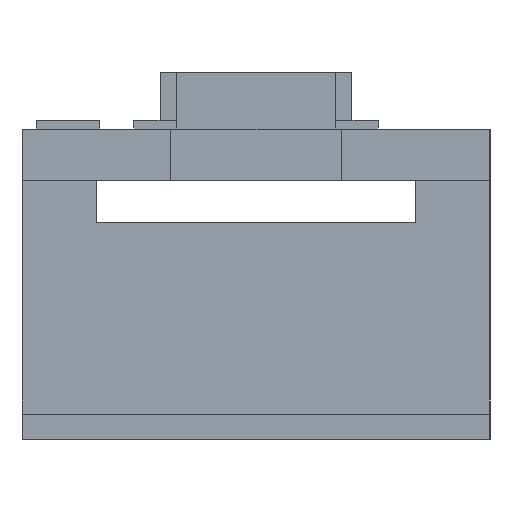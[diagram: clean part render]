
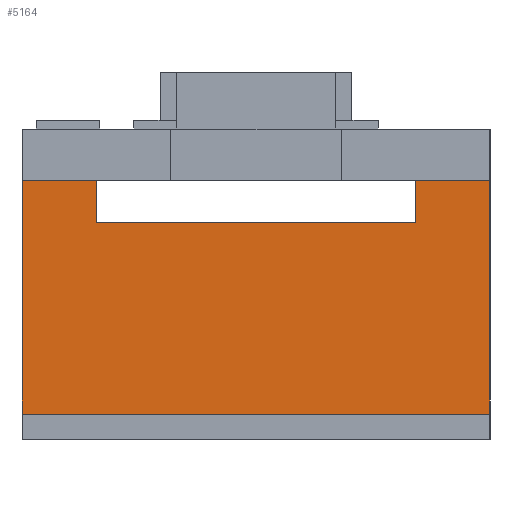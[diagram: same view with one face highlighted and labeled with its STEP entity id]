
A CAD part, left-side view. The second image highlights one B-rep face of the part: STEP entity #5164.
In plain terms, the highlighted planar face has unit normal (-1, 0, 0).
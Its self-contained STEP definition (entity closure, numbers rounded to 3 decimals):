
#166=PLANE('',#5537);
#475=FACE_OUTER_BOUND('',#799,.T.);
#799=EDGE_LOOP('',(#3855,#3856,#3857,#3858,#3859,#3860,#3861,#3862));
#1158=LINE('',#7328,#1843);
#1162=LINE('',#7337,#1847);
#1185=LINE('',#7384,#1870);
#1190=LINE('',#7392,#1875);
#1198=LINE('',#7407,#1883);
#1200=LINE('',#7411,#1885);
#1201=LINE('',#7413,#1886);
#1202=LINE('',#7414,#1887);
#1843=VECTOR('',#5936,10.);
#1847=VECTOR('',#5942,10.);
#1870=VECTOR('',#5979,10.);
#1875=VECTOR('',#5986,10.);
#1883=VECTOR('',#6000,10.);
#1885=VECTOR('',#6006,10.);
#1886=VECTOR('',#6007,10.);
#1887=VECTOR('',#6008,10.);
#2544=VERTEX_POINT('',#7325);
#2545=VERTEX_POINT('',#7327);
#2548=VERTEX_POINT('',#7334);
#2549=VERTEX_POINT('',#7336);
#2566=VERTEX_POINT('',#7383);
#2571=VERTEX_POINT('',#7404);
#2572=VERTEX_POINT('',#7406);
#2573=VERTEX_POINT('',#7412);
#3032=EDGE_CURVE('',#2545,#2544,#1158,.T.);
#3036=EDGE_CURVE('',#2549,#2548,#1162,.T.);
#3059=EDGE_CURVE('',#2566,#2549,#1185,.T.);
#3064=EDGE_CURVE('',#2548,#2545,#1190,.T.);
#3072=EDGE_CURVE('',#2572,#2571,#1198,.T.);
#3074=EDGE_CURVE('',#2544,#2572,#1200,.T.);
#3075=EDGE_CURVE('',#2573,#2571,#1201,.T.);
#3076=EDGE_CURVE('',#2566,#2573,#1202,.T.);
#3855=ORIENTED_EDGE('',*,*,#3032,.T.);
#3856=ORIENTED_EDGE('',*,*,#3074,.T.);
#3857=ORIENTED_EDGE('',*,*,#3072,.T.);
#3858=ORIENTED_EDGE('',*,*,#3075,.F.);
#3859=ORIENTED_EDGE('',*,*,#3076,.F.);
#3860=ORIENTED_EDGE('',*,*,#3059,.T.);
#3861=ORIENTED_EDGE('',*,*,#3036,.T.);
#3862=ORIENTED_EDGE('',*,*,#3064,.T.);
#5164=ADVANCED_FACE('',(#475),#166,.T.);
#5537=AXIS2_PLACEMENT_3D('',#7410,#6004,#6005);
#5936=DIRECTION('',(0.,0.,1.));
#5942=DIRECTION('',(0.,0.,-1.));
#5979=DIRECTION('',(0.,1.,0.));
#5986=DIRECTION('',(0.,1.,0.));
#6000=DIRECTION('',(0.,0.,-1.));
#6004=DIRECTION('center_axis',(-1.,0.,0.));
#6005=DIRECTION('ref_axis',(0.,1.,0.));
#6006=DIRECTION('',(0.,1.,0.));
#6007=DIRECTION('',(0.,1.,0.));
#6008=DIRECTION('',(0.,0.,-1.));
#7325=CARTESIAN_POINT('',(-11.335,3.75,0.));
#7327=CARTESIAN_POINT('',(-11.335,3.75,-1.));
#7328=CARTESIAN_POINT('',(-11.335,3.75,-0.5));
#7334=CARTESIAN_POINT('',(-11.335,-3.75,-1.));
#7336=CARTESIAN_POINT('',(-11.335,-3.75,0.));
#7337=CARTESIAN_POINT('',(-11.335,-3.75,0.));
#7383=CARTESIAN_POINT('',(-11.335,-5.5,0.));
#7384=CARTESIAN_POINT('',(-11.335,-5.5,0.));
#7392=CARTESIAN_POINT('',(-11.335,-4.625,-1.));
#7404=CARTESIAN_POINT('',(-11.335,5.5,-5.5));
#7406=CARTESIAN_POINT('',(-11.335,5.5,0.));
#7407=CARTESIAN_POINT('',(-11.335,5.5,0.));
#7410=CARTESIAN_POINT('Origin',(-11.335,-5.5,0.));
#7411=CARTESIAN_POINT('',(-11.335,-5.5,0.));
#7412=CARTESIAN_POINT('',(-11.335,-5.5,-5.5));
#7413=CARTESIAN_POINT('',(-11.335,-5.5,-5.5));
#7414=CARTESIAN_POINT('',(-11.335,-5.5,0.));
